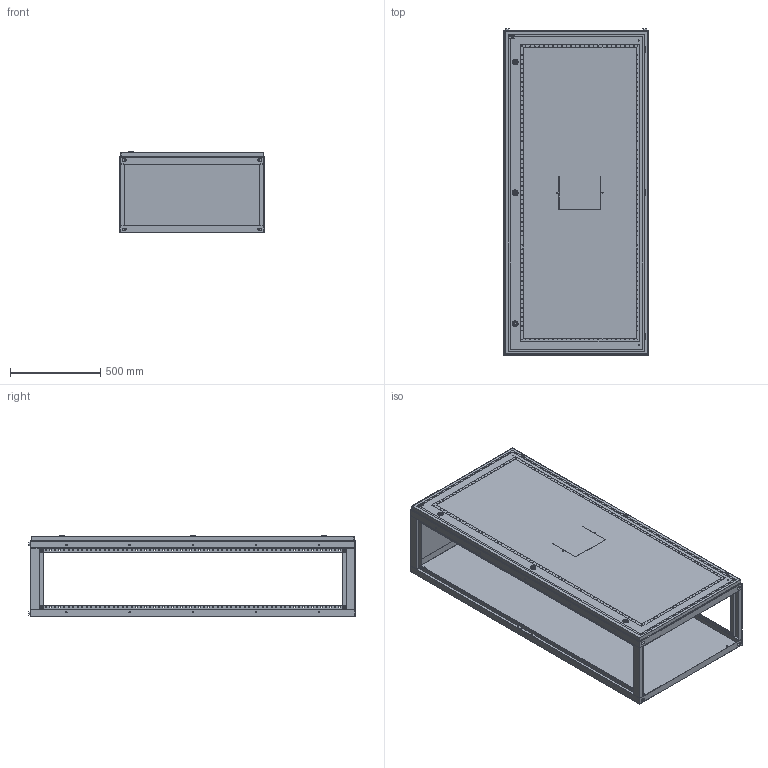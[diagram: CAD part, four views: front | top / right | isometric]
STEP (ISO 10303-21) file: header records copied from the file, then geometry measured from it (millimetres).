
FILE_DESCRIPTION (( 'STEP AP203' ), '1' );
FILE_NAME ('YKM50-1800-800-450-54 ÂÐÓ ñáîðíûé êîðïóñ 1800õ800õ450 IP54 SMART.STEP', '2021-01-27T12:45:17', ( '' ), ( '' ), 'SwSTEP 2.0', 'SolidWorks 2017', '' );
FILE_SCHEMA (( 'CONFIG_CONTROL_DESIGN' ));
Products named in the file (3): Êàðêàñ ÂÐÓ 1800õ800õ450; Äâåðü äëÿ ÂÐÓ-1 1800õ800 IP54; YKM50-1800-800-450-54 ÂÐÓ ñáîðíûé êîðïóñ 1800õ800õ450 IP54 SMART
Assembly tree (2 placements, depth 2):
  YKM50-1800-800-450-54 ÂÐÓ ñáîðíûé êîðïóñ 1800õ800õ450 IP54 SMART
    Êàðêàñ ÂÐÓ 1800õ800õ450
    Äâåðü äëÿ ÂÐÓ-1 1800õ800 IP54
Bounding box: 800 x 1808 x 450.5 mm (x, y, z)
Volume: 7611121.5 mm3; surface area: 8965334.9 mm2
Topology: 36 solids, 40 shells, 3362 faces, 8654 edges, 5550 vertices
Faces by surface type: plane 2215, cylinder 798, cone 194, bspline 61, sphere 56, torus 38
Entity records: 104459 total; most frequent: CARTESIAN_POINT 20914, ORIENTED_EDGE 17180, DIRECTION 16487, EDGE_CURVE 8590, LINE 6193, VECTOR 6193, VERTEX_POINT 5550, AXIS2_PLACEMENT_3D 5147
